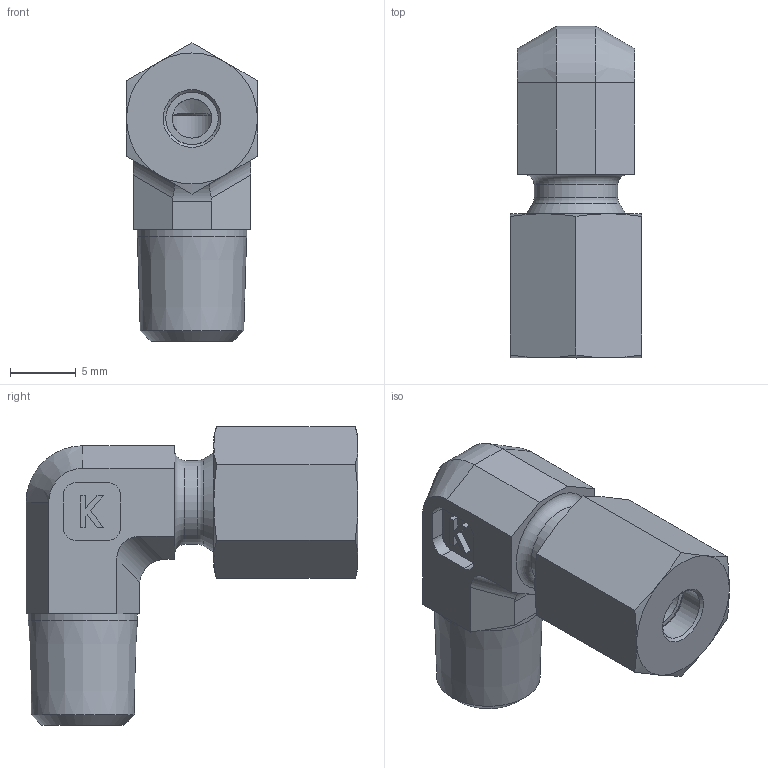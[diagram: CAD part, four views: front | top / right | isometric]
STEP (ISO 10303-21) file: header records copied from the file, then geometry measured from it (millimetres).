
FILE_DESCRIPTION((''),'2;1');
FILE_NAME('22001040808.stp','2014-08-26T10:54:54',(''),('KNOMI spol. s r. o.'),'Autodesk Inventor 2012','Autodesk Inventor 2012','');
FILE_SCHEMA(('AUTOMOTIVE_DESIGN { 1 2 10303 214 0 1 1 1 }'));
Length unit declared in the file: millimetre
Products named in the file (4): LHCM1K 4LLMkuž M8x1/M8x1; 21001 040808; 3900408; 40004
Assembly tree (3 placements, depth 2):
  LHCM1K 4LLMkuž M8x1/M8x1
    21001 040808
    3900408
    40004
Bounding box: 10 x 25.33 x 22.77 mm (x, y, z)
Volume: 2142.2 mm3; surface area: 2209.6 mm2
Topology: 3 solids, 3 shells, 97 faces, 237 edges, 157 vertices
Faces by surface type: plane 47, cone 28, cylinder 19, torus 3
Full cylindrical faces by diameter (mm): 3 x1, 3.5 x1, 4 x3, 4.9 x1, 5.5 x1, 6.4 x1, 6.917 x1, 8 x1, 8.344 x1
Entity records: 2906 total; most frequent: CARTESIAN_POINT 567, DIRECTION 448, ORIENTED_EDGE 392, EDGE_CURVE 196, AXIS2_PLACEMENT_3D 170, VERTEX_POINT 136, EDGE_LOOP 134, VECTOR 108
